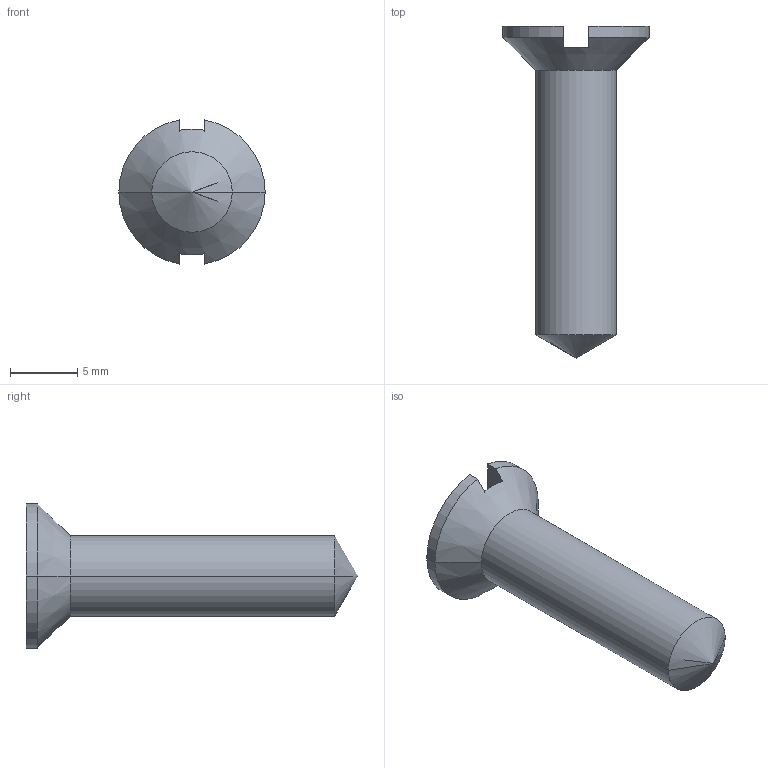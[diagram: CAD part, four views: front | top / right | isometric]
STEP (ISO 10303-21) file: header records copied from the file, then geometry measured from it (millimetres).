
FILE_DESCRIPTION (( 'STEP AP214' ), '1' );
FILE_NAME ('Set Screw 2.STEP', '2025-02-11T18:51:37', ( '' ), ( '' ), 'SwSTEP 2.0', 'SolidWorks 2024', '' );
FILE_SCHEMA (( 'AUTOMOTIVE_DESIGN' ));
Length unit declared in the file: millimetre
Products named in the file (1): Set Screw 2
Bounding box: 10.9 x 24.73 x 10.73 mm (x, y, z)
Volume: 762 mm3; surface area: 641.4 mm2
Topology: 1 solids, 1 shells, 14 faces, 34 edges, 20 vertices
Faces by surface type: cylinder 5, plane 5, cone 4
Entity records: 424 total; most frequent: CARTESIAN_POINT 79, DIRECTION 71, ORIENTED_EDGE 64, EDGE_CURVE 32, AXIS2_PLACEMENT_3D 28, VERTEX_POINT 20, VECTOR 15, LINE 15
